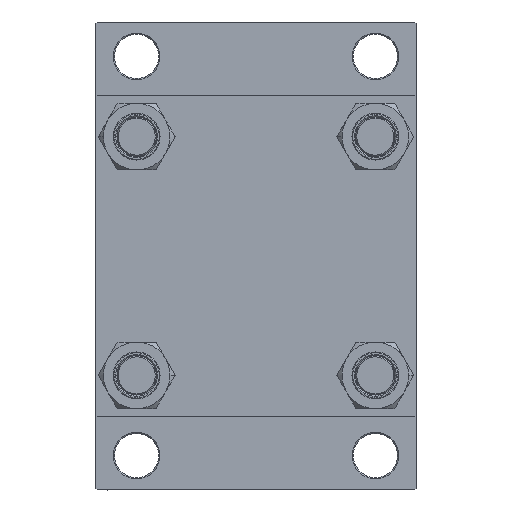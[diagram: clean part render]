
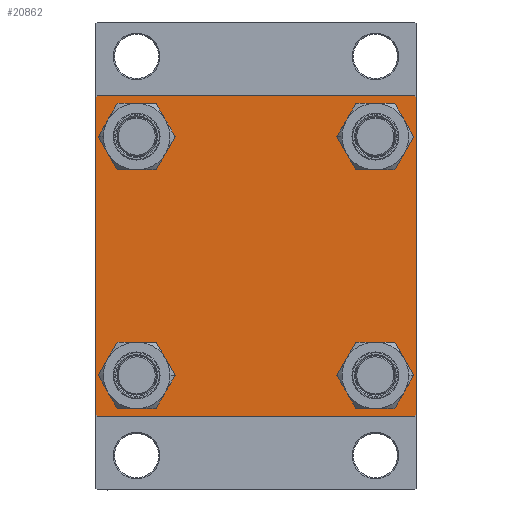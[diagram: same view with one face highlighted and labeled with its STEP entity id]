
A CAD part, left-side view. The second image highlights one B-rep face of the part: STEP entity #20862.
In plain terms, the highlighted planar face has unit normal (-1, 0, 0).
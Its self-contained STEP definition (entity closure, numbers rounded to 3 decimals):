
#138 = CARTESIAN_POINT ( 'NONE',  ( 0., 48.45, -48.45 ) ) ;
#329 = VECTOR ( 'NONE', #15230, 1000. ) ;
#446 = AXIS2_PLACEMENT_3D ( 'NONE', #16913, #24381, #1706 ) ;
#531 = VERTEX_POINT ( 'NONE', #15460 ) ;
#546 = CIRCLE ( 'NONE', #5905, 8.5 ) ;
#573 = ORIENTED_EDGE ( 'NONE', *, *, #31910, .T. ) ;
#735 = CIRCLE ( 'NONE', #36183, 8.5 ) ;
#901 = CARTESIAN_POINT ( 'NONE',  ( 0., 65., 64.5 ) ) ;
#1706 = DIRECTION ( 'NONE',  ( 0., 0., 1. ) ) ;
#1951 = ORIENTED_EDGE ( 'NONE', *, *, #19814, .T. ) ;
#2007 = VERTEX_POINT ( 'NONE', #20730 ) ;
#2300 = ORIENTED_EDGE ( 'NONE', *, *, #12928, .T. ) ;
#2327 = EDGE_LOOP ( 'NONE', ( #7025, #21276 ) ) ;
#2477 = EDGE_CURVE ( 'NONE', #9342, #2007, #2708, .T. ) ;
#2661 = FACE_OUTER_BOUND ( 'NONE', #35663, .T. ) ;
#2708 = CIRCLE ( 'NONE', #6553, 8.5 ) ;
#2905 = VERTEX_POINT ( 'NONE', #31290 ) ;
#3891 = LINE ( 'NONE', #18612, #22749 ) ;
#4228 = EDGE_CURVE ( 'NONE', #35283, #41617, #26784, .T. ) ;
#4693 = CARTESIAN_POINT ( 'NONE',  ( 0., -48.45, 56.95 ) ) ;
#5094 = EDGE_CURVE ( 'NONE', #33772, #25678, #33079, .T. ) ;
#5135 = VERTEX_POINT ( 'NONE', #20040 ) ;
#5298 = ORIENTED_EDGE ( 'NONE', *, *, #20650, .F. ) ;
#5505 = EDGE_LOOP ( 'NONE', ( #573, #1951 ) ) ;
#5905 = AXIS2_PLACEMENT_3D ( 'NONE', #31275, #16568, #38538 ) ;
#6319 = VECTOR ( 'NONE', #45968, 1000. ) ;
#6553 = AXIS2_PLACEMENT_3D ( 'NONE', #138, #36796, #37042 ) ;
#7025 = ORIENTED_EDGE ( 'NONE', *, *, #46561, .T. ) ;
#7976 = CARTESIAN_POINT ( 'NONE',  ( 0., 64.75, -64.75 ) ) ;
#8000 = CARTESIAN_POINT ( 'NONE',  ( 0., 48.45, 48.45 ) ) ;
#8171 = CARTESIAN_POINT ( 'NONE',  ( 0., 65., -65. ) ) ;
#8975 = VECTOR ( 'NONE', #37503, 1000. ) ;
#9178 = FACE_BOUND ( 'NONE', #2327, .T. ) ;
#9342 = VERTEX_POINT ( 'NONE', #21426 ) ;
#9699 = EDGE_CURVE ( 'NONE', #35283, #531, #31995, .T. ) ;
#9847 = CARTESIAN_POINT ( 'NONE',  ( 0., -48.45, -39.95 ) ) ;
#9937 = CARTESIAN_POINT ( 'NONE',  ( 0., 48.45, 48.45 ) ) ;
#10341 = DIRECTION ( 'NONE',  ( 0., 0., 1. ) ) ;
#10537 = VERTEX_POINT ( 'NONE', #4693 ) ;
#11686 = LINE ( 'NONE', #40657, #8975 ) ;
#12001 = VERTEX_POINT ( 'NONE', #9847 ) ;
#12058 = VECTOR ( 'NONE', #28380, 1000. ) ;
#12486 = DIRECTION ( 'NONE',  ( 0., 0., 1. ) ) ;
#12811 = PLANE ( 'NONE',  #446 ) ;
#12928 = EDGE_CURVE ( 'NONE', #25678, #45562, #44902, .T. ) ;
#12931 = CARTESIAN_POINT ( 'NONE',  ( 0., -48.45, -56.95 ) ) ;
#14497 = EDGE_CURVE ( 'NONE', #45562, #531, #27831, .T. ) ;
#15210 = AXIS2_PLACEMENT_3D ( 'NONE', #33951, #38303, #12486 ) ;
#15230 = DIRECTION ( 'NONE',  ( 0., -0.707, -0.707 ) ) ;
#15277 = EDGE_LOOP ( 'NONE', ( #32556, #30951 ) ) ;
#15446 = AXIS2_PLACEMENT_3D ( 'NONE', #28678, #39801, #10341 ) ;
#15451 = DIRECTION ( 'NONE',  ( 1., 0., 0. ) ) ;
#15460 = CARTESIAN_POINT ( 'NONE',  ( 0., -65., -64.5 ) ) ;
#15741 = VECTOR ( 'NONE', #30168, 1000. ) ;
#16568 = DIRECTION ( 'NONE',  ( 1., 0., 0. ) ) ;
#16607 = EDGE_CURVE ( 'NONE', #2905, #10537, #735, .T. ) ;
#16913 = CARTESIAN_POINT ( 'NONE',  ( 0., 0., 0. ) ) ;
#17148 = FACE_BOUND ( 'NONE', #5505, .T. ) ;
#17964 = CIRCLE ( 'NONE', #21797, 8.5 ) ;
#18378 = AXIS2_PLACEMENT_3D ( 'NONE', #41527, #15451, #19535 ) ;
#18612 = CARTESIAN_POINT ( 'NONE',  ( 0., 65., 65. ) ) ;
#19346 = DIRECTION ( 'NONE',  ( 0., 0., 1. ) ) ;
#19535 = DIRECTION ( 'NONE',  ( 0., 0., 1. ) ) ;
#19814 = EDGE_CURVE ( 'NONE', #23903, #12001, #36264, .T. ) ;
#19862 = CARTESIAN_POINT ( 'NONE',  ( 0., 65., 65. ) ) ;
#20040 = CARTESIAN_POINT ( 'NONE',  ( 0., 64.5, 65. ) ) ;
#20650 = EDGE_CURVE ( 'NONE', #5135, #41617, #3891, .T. ) ;
#20670 = VERTEX_POINT ( 'NONE', #30403 ) ;
#20730 = CARTESIAN_POINT ( 'NONE',  ( 0., 48.45, -56.95 ) ) ;
#20823 = DIRECTION ( 'NONE',  ( 0., -0.707, 0.707 ) ) ;
#20862 = ADVANCED_FACE ( 'NONE', ( #38637, #17148, #42021, #9178, #2661 ), #12811, .T. ) ;
#21276 = ORIENTED_EDGE ( 'NONE', *, *, #44257, .T. ) ;
#21295 = VERTEX_POINT ( 'NONE', #46792 ) ;
#21426 = CARTESIAN_POINT ( 'NONE',  ( 0., 48.45, -39.95 ) ) ;
#21725 = ORIENTED_EDGE ( 'NONE', *, *, #4228, .T. ) ;
#21797 = AXIS2_PLACEMENT_3D ( 'NONE', #9937, #42551, #24180 ) ;
#22483 = DIRECTION ( 'NONE',  ( 1., 0., 0. ) ) ;
#22749 = VECTOR ( 'NONE', #33313, 1000. ) ;
#23251 = AXIS2_PLACEMENT_3D ( 'NONE', #8000, #22483, #19346 ) ;
#23903 = VERTEX_POINT ( 'NONE', #12931 ) ;
#24180 = DIRECTION ( 'NONE',  ( 0., 0., 1. ) ) ;
#24381 = DIRECTION ( 'NONE',  ( -1., 0., 0. ) ) ;
#24668 = ORIENTED_EDGE ( 'NONE', *, *, #27106, .T. ) ;
#25491 = EDGE_CURVE ( 'NONE', #5135, #27022, #11686, .T. ) ;
#25535 = DIRECTION ( 'NONE',  ( 0., 0., 1. ) ) ;
#25678 = VERTEX_POINT ( 'NONE', #32409 ) ;
#26784 = LINE ( 'NONE', #45891, #15741 ) ;
#27022 = VERTEX_POINT ( 'NONE', #901 ) ;
#27083 = ORIENTED_EDGE ( 'NONE', *, *, #43405, .T. ) ;
#27106 = EDGE_CURVE ( 'NONE', #2007, #9342, #546, .T. ) ;
#27273 = ORIENTED_EDGE ( 'NONE', *, *, #2477, .T. ) ;
#27831 = LINE ( 'NONE', #31679, #28392 ) ;
#27835 = EDGE_CURVE ( 'NONE', #10537, #2905, #30583, .T. ) ;
#28186 = CARTESIAN_POINT ( 'NONE',  ( 0., 65., -64.5 ) ) ;
#28380 = DIRECTION ( 'NONE',  ( 0., 0., -1. ) ) ;
#28392 = VECTOR ( 'NONE', #20823, 1000. ) ;
#28678 = CARTESIAN_POINT ( 'NONE',  ( 0., -48.45, -48.45 ) ) ;
#28682 = CARTESIAN_POINT ( 'NONE',  ( 0., -48.45, 48.45 ) ) ;
#28996 = ORIENTED_EDGE ( 'NONE', *, *, #25491, .T. ) ;
#30168 = DIRECTION ( 'NONE',  ( 0., 0.707, 0.707 ) ) ;
#30403 = CARTESIAN_POINT ( 'NONE',  ( 0., 48.45, 56.95 ) ) ;
#30583 = CIRCLE ( 'NONE', #15210, 8.5 ) ;
#30951 = ORIENTED_EDGE ( 'NONE', *, *, #16607, .T. ) ;
#30958 = LINE ( 'NONE', #19862, #6319 ) ;
#31275 = CARTESIAN_POINT ( 'NONE',  ( 0., 48.45, -48.45 ) ) ;
#31290 = CARTESIAN_POINT ( 'NONE',  ( 0., -48.45, 39.95 ) ) ;
#31421 = VECTOR ( 'NONE', #45375, 1000. ) ;
#31679 = CARTESIAN_POINT ( 'NONE',  ( 0., -64.75, -64.75 ) ) ;
#31699 = CARTESIAN_POINT ( 'NONE',  ( 0., -64.5, -65. ) ) ;
#31910 = EDGE_CURVE ( 'NONE', #12001, #23903, #36872, .T. ) ;
#31995 = LINE ( 'NONE', #46758, #12058 ) ;
#32409 = CARTESIAN_POINT ( 'NONE',  ( 0., 64.5, -65. ) ) ;
#32556 = ORIENTED_EDGE ( 'NONE', *, *, #27835, .T. ) ;
#33079 = LINE ( 'NONE', #7976, #329 ) ;
#33313 = DIRECTION ( 'NONE',  ( 0., -1., 0. ) ) ;
#33772 = VERTEX_POINT ( 'NONE', #28186 ) ;
#33951 = CARTESIAN_POINT ( 'NONE',  ( 0., -48.45, 48.45 ) ) ;
#35283 = VERTEX_POINT ( 'NONE', #36181 ) ;
#35663 = EDGE_LOOP ( 'NONE', ( #27083, #45636, #2300, #39694, #42251, #21725, #5298, #28996 ) ) ;
#36181 = CARTESIAN_POINT ( 'NONE',  ( 0., -65., 64.5 ) ) ;
#36183 = AXIS2_PLACEMENT_3D ( 'NONE', #28682, #39567, #25535 ) ;
#36264 = CIRCLE ( 'NONE', #15446, 8.5 ) ;
#36796 = DIRECTION ( 'NONE',  ( 1., 0., 0. ) ) ;
#36872 = CIRCLE ( 'NONE', #18378, 8.5 ) ;
#37042 = DIRECTION ( 'NONE',  ( 0., 0., 1. ) ) ;
#37503 = DIRECTION ( 'NONE',  ( 0., 0.707, -0.707 ) ) ;
#37953 = CARTESIAN_POINT ( 'NONE',  ( 0., -64.5, 65. ) ) ;
#38303 = DIRECTION ( 'NONE',  ( 1., 0., 0. ) ) ;
#38538 = DIRECTION ( 'NONE',  ( 0., 0., 1. ) ) ;
#38637 = FACE_BOUND ( 'NONE', #15277, .T. ) ;
#39567 = DIRECTION ( 'NONE',  ( 1., 0., 0. ) ) ;
#39694 = ORIENTED_EDGE ( 'NONE', *, *, #14497, .T. ) ;
#39801 = DIRECTION ( 'NONE',  ( 1., 0., 0. ) ) ;
#40657 = CARTESIAN_POINT ( 'NONE',  ( 0., 64.75, 64.75 ) ) ;
#41527 = CARTESIAN_POINT ( 'NONE',  ( 0., -48.45, -48.45 ) ) ;
#41617 = VERTEX_POINT ( 'NONE', #37953 ) ;
#42021 = FACE_BOUND ( 'NONE', #44324, .T. ) ;
#42251 = ORIENTED_EDGE ( 'NONE', *, *, #9699, .F. ) ;
#42551 = DIRECTION ( 'NONE',  ( 1., 0., 0. ) ) ;
#43405 = EDGE_CURVE ( 'NONE', #27022, #33772, #30958, .T. ) ;
#44095 = CIRCLE ( 'NONE', #23251, 8.5 ) ;
#44257 = EDGE_CURVE ( 'NONE', #21295, #20670, #44095, .T. ) ;
#44324 = EDGE_LOOP ( 'NONE', ( #27273, #24668 ) ) ;
#44902 = LINE ( 'NONE', #8171, #31421 ) ;
#45375 = DIRECTION ( 'NONE',  ( 0., -1., 0. ) ) ;
#45562 = VERTEX_POINT ( 'NONE', #31699 ) ;
#45636 = ORIENTED_EDGE ( 'NONE', *, *, #5094, .T. ) ;
#45891 = CARTESIAN_POINT ( 'NONE',  ( 0., -64.75, 64.75 ) ) ;
#45968 = DIRECTION ( 'NONE',  ( 0., 0., -1. ) ) ;
#46561 = EDGE_CURVE ( 'NONE', #20670, #21295, #17964, .T. ) ;
#46758 = CARTESIAN_POINT ( 'NONE',  ( 0., -65., 65. ) ) ;
#46792 = CARTESIAN_POINT ( 'NONE',  ( 0., 48.45, 39.95 ) ) ;
